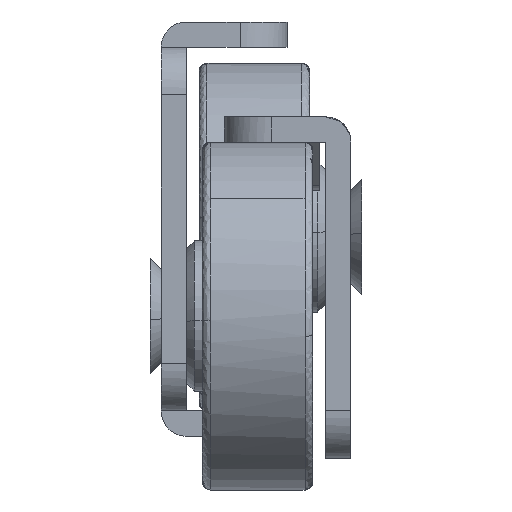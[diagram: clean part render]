
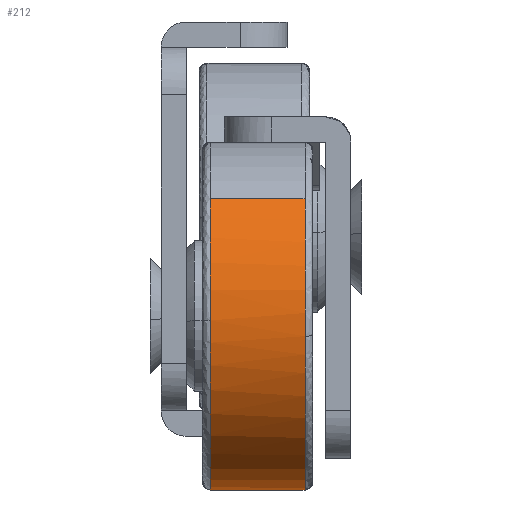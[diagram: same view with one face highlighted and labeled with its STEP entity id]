
A CAD part, left-side view. The second image highlights one B-rep face of the part: STEP entity #212.
In plain terms, the highlighted free-form (B-spline) face has degree [2, 1] with [9, 2] control points.
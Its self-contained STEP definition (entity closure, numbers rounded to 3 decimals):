
#44=CARTESIAN_POINT('',(16.326,-9.25,-2.976));
#45=CARTESIAN_POINT('',(17.469,-9.25,-3.608));
#46=CARTESIAN_POINT('',(18.431,-9.25,-4.49));
#47=CARTESIAN_POINT('',(26.542,-9.25,-11.921));
#48=CARTESIAN_POINT('',(19.11,-9.25,-20.031));
#49=CARTESIAN_POINT('',(11.679,-9.25,-28.142));
#50=CARTESIAN_POINT('',(3.569,-9.25,-20.71));
#51=CARTESIAN_POINT('',(-4.542,-9.25,-13.279));
#52=CARTESIAN_POINT('',(2.89,-9.25,-5.169));
#53=CARTESIAN_POINT('',(16.326,-2.946,-2.976));
#54=CARTESIAN_POINT('',(17.469,-2.946,-3.608));
#55=CARTESIAN_POINT('',(18.431,-2.946,-4.49));
#56=CARTESIAN_POINT('',(26.542,-2.946,-11.921));
#57=CARTESIAN_POINT('',(19.11,-2.946,-20.031));
#58=CARTESIAN_POINT('',(11.679,-2.946,-28.142));
#59=CARTESIAN_POINT('',(3.569,-2.946,-20.71));
#60=CARTESIAN_POINT('',(-4.542,-2.946,-13.279));
#61=CARTESIAN_POINT('',(2.89,-2.946,-5.169));
#69=(BOUNDED_SURFACE()B_SPLINE_SURFACE(2,1,((#44,#53),(#45,#54),(#46,#55),(#47,#56),(#48,#57),(#49,#58),(#50,#59),(#51,#60),(#52,#61)),.UNSPECIFIED.,.F.,.F.,.U.)B_SPLINE_SURFACE_WITH_KNOTS((3,2,2,2,3),(2,2),(0.0,2.916,21.141,39.367,57.592),(0.0,6.304),.UNSPECIFIED.)GEOMETRIC_REPRESENTATION_ITEM()RATIONAL_B_SPLINE_SURFACE(((0.921,0.921),(0.953,0.953),(1.0,1.0),(0.707,0.707),(1.0,1.0),(0.707,0.707),(1.0,1.0),(0.707,0.707),(1.0,1.0)))REPRESENTATION_ITEM('')SURFACE());
#70=CARTESIAN_POINT('',(16.326,-9.1,-2.976));
#71=VERTEX_POINT('',#70);
#72=CARTESIAN_POINT('',(22.0,-9.1,-12.6));
#73=VERTEX_POINT('',#72);
#74=CARTESIAN_POINT('',(16.326,-9.1,-2.976));
#75=CARTESIAN_POINT('',(22.,-9.1,-6.116));
#76=CARTESIAN_POINT('',(22.,-9.1,-12.6));
#84=(BOUNDED_CURVE()B_SPLINE_CURVE(2,(#74,#75,#76),.UNSPECIFIED.,.F.,.U.)B_SPLINE_CURVE_WITH_KNOTS((3,3),(0.082,0.25),.UNSPECIFIED.)CURVE()GEOMETRIC_REPRESENTATION_ITEM()RATIONAL_B_SPLINE_CURVE((0.87,0.804,1.))REPRESENTATION_ITEM(''));
#85=EDGE_CURVE('',#71,#73,#84,.T.);
#86=ORIENTED_EDGE('',*,*,#85,.T.);
#87=CARTESIAN_POINT('',(11.0,-9.1,-23.6));
#88=VERTEX_POINT('',#87);
#89=CARTESIAN_POINT('',(22.,-9.1,-12.6));
#90=CARTESIAN_POINT('',(22.,-9.1,-23.6));
#91=CARTESIAN_POINT('',(11.0,-9.1,-23.6));
#99=(BOUNDED_CURVE()B_SPLINE_CURVE(2,(#89,#90,#91),.UNSPECIFIED.,.F.,.U.)B_SPLINE_CURVE_WITH_KNOTS((3,3),(0.25,0.5),.UNSPECIFIED.)CURVE()GEOMETRIC_REPRESENTATION_ITEM()RATIONAL_B_SPLINE_CURVE((1.,0.707,1.0))REPRESENTATION_ITEM(''));
#100=EDGE_CURVE('',#73,#88,#99,.T.);
#101=ORIENTED_EDGE('',*,*,#100,.T.);
#102=CARTESIAN_POINT('',(0.074,-9.1,-13.87));
#103=VERTEX_POINT('',#102);
#104=CARTESIAN_POINT('',(11.0,-9.1,-23.6));
#105=CARTESIAN_POINT('',(1.205,-9.1,-23.6));
#106=CARTESIAN_POINT('',(0.074,-9.1,-13.87));
#114=(BOUNDED_CURVE()B_SPLINE_CURVE(2,(#104,#105,#106),.UNSPECIFIED.,.F.,.U.)B_SPLINE_CURVE_WITH_KNOTS((3,3),(0.5,0.73),.UNSPECIFIED.)CURVE()GEOMETRIC_REPRESENTATION_ITEM()RATIONAL_B_SPLINE_CURVE((1.0,0.731,0.957))REPRESENTATION_ITEM(''));
#115=EDGE_CURVE('',#88,#103,#114,.T.);
#116=ORIENTED_EDGE('',*,*,#115,.T.);
#117=CARTESIAN_POINT('',(2.89,-9.1,-5.169));
#118=VERTEX_POINT('',#117);
#119=CARTESIAN_POINT('',(0.074,-9.1,-13.87));
#120=CARTESIAN_POINT('',(0.0,-9.1,-13.237));
#121=CARTESIAN_POINT('',(0.0,-9.1,-12.6));
#122=CARTESIAN_POINT('',(0.0,-9.1,-8.322));
#123=CARTESIAN_POINT('',(2.89,-9.1,-5.169));
#131=(BOUNDED_CURVE()B_SPLINE_CURVE(2,(#119,#120,#121,#122,#123),.UNSPECIFIED.,.F.,.U.)B_SPLINE_CURVE_WITH_KNOTS((3,2,3),(0.73,0.75,0.868),.UNSPECIFIED.)CURVE()GEOMETRIC_REPRESENTATION_ITEM()RATIONAL_B_SPLINE_CURVE((0.957,0.977,1.0,0.861,0.854))REPRESENTATION_ITEM(''));
#132=EDGE_CURVE('',#103,#118,#131,.T.);
#133=ORIENTED_EDGE('',*,*,#132,.T.);
#134=CARTESIAN_POINT('',(2.89,-3.1,-5.169));
#135=VERTEX_POINT('',#134);
#136=CARTESIAN_POINT('',(2.89,-9.1,-5.169));
#137=CARTESIAN_POINT('',(2.89,-3.1,-5.169));
#138=QUASI_UNIFORM_CURVE('',1,(#136,#137),.UNSPECIFIED.,.F.,.U.);
#139=EDGE_CURVE('',#118,#135,#138,.T.);
#140=ORIENTED_EDGE('',*,*,#139,.T.);
#141=CARTESIAN_POINT('',(0.003,-3.1,-12.876));
#142=VERTEX_POINT('',#141);
#143=CARTESIAN_POINT('',(0.003,-3.1,-12.876));
#144=CARTESIAN_POINT('',(0.0,-3.1,-12.738));
#145=CARTESIAN_POINT('',(0.0,-3.1,-12.6));
#146=CARTESIAN_POINT('',(0.0,-3.1,-8.322));
#147=CARTESIAN_POINT('',(2.89,-3.1,-5.169));
#155=(BOUNDED_CURVE()B_SPLINE_CURVE(2,(#143,#144,#145,#146,#147),.UNSPECIFIED.,.F.,.U.)B_SPLINE_CURVE_WITH_KNOTS((3,2,3),(0.746,0.75,0.868),.UNSPECIFIED.)CURVE()GEOMETRIC_REPRESENTATION_ITEM()RATIONAL_B_SPLINE_CURVE((0.99,0.995,1.0,0.861,0.854))REPRESENTATION_ITEM(''));
#156=EDGE_CURVE('',#142,#135,#155,.T.);
#157=ORIENTED_EDGE('',*,*,#156,.F.);
#158=CARTESIAN_POINT('',(11.0,-3.1,-23.6));
#159=VERTEX_POINT('',#158);
#160=CARTESIAN_POINT('',(11.0,-3.1,-23.6));
#161=CARTESIAN_POINT('',(0.273,-3.1,-23.6));
#162=CARTESIAN_POINT('',(0.003,-3.1,-12.876));
#170=(BOUNDED_CURVE()B_SPLINE_CURVE(2,(#160,#161,#162),.UNSPECIFIED.,.F.,.U.)B_SPLINE_CURVE_WITH_KNOTS((3,3),(0.5,0.746),.UNSPECIFIED.)CURVE()GEOMETRIC_REPRESENTATION_ITEM()RATIONAL_B_SPLINE_CURVE((1.0,0.712,0.99))REPRESENTATION_ITEM(''));
#171=EDGE_CURVE('',#159,#142,#170,.T.);
#172=ORIENTED_EDGE('',*,*,#171,.F.);
#173=CARTESIAN_POINT('',(21.997,-3.1,-12.324));
#174=VERTEX_POINT('',#173);
#175=CARTESIAN_POINT('',(21.997,-3.1,-12.324));
#176=CARTESIAN_POINT('',(22.,-3.1,-12.462));
#177=CARTESIAN_POINT('',(22.0,-3.1,-12.6));
#178=CARTESIAN_POINT('',(22.,-3.1,-23.6));
#179=CARTESIAN_POINT('',(11.0,-3.1,-23.6));
#187=(BOUNDED_CURVE()B_SPLINE_CURVE(2,(#175,#176,#177,#178,#179),.UNSPECIFIED.,.F.,.U.)B_SPLINE_CURVE_WITH_KNOTS((3,2,3),(0.246,0.25,0.5),.UNSPECIFIED.)CURVE()GEOMETRIC_REPRESENTATION_ITEM()RATIONAL_B_SPLINE_CURVE((0.99,0.995,1.0,0.707,1.0))REPRESENTATION_ITEM(''));
#188=EDGE_CURVE('',#174,#159,#187,.T.);
#189=ORIENTED_EDGE('',*,*,#188,.F.);
#190=CARTESIAN_POINT('',(16.326,-3.1,-2.976));
#191=VERTEX_POINT('',#190);
#192=CARTESIAN_POINT('',(16.326,-3.1,-2.976));
#193=CARTESIAN_POINT('',(21.838,-3.1,-6.026));
#194=CARTESIAN_POINT('',(21.997,-3.1,-12.324));
#202=(BOUNDED_CURVE()B_SPLINE_CURVE(2,(#192,#193,#194),.UNSPECIFIED.,.F.,.U.)B_SPLINE_CURVE_WITH_KNOTS((3,3),(0.082,0.246),.UNSPECIFIED.)CURVE()GEOMETRIC_REPRESENTATION_ITEM()RATIONAL_B_SPLINE_CURVE((0.87,0.806,0.99))REPRESENTATION_ITEM(''));
#203=EDGE_CURVE('',#191,#174,#202,.T.);
#204=ORIENTED_EDGE('',*,*,#203,.F.);
#205=CARTESIAN_POINT('',(16.326,-9.1,-2.976));
#206=CARTESIAN_POINT('',(16.326,-3.1,-2.976));
#207=QUASI_UNIFORM_CURVE('',1,(#205,#206),.UNSPECIFIED.,.F.,.U.);
#208=EDGE_CURVE('',#71,#191,#207,.T.);
#209=ORIENTED_EDGE('',*,*,#208,.F.);
#210=EDGE_LOOP('',(#86,#101,#116,#133,#140,#157,#172,#189,#204,#209));
#211=FACE_OUTER_BOUND('',#210,.T.);
#212=ADVANCED_FACE('',(#211),#69,.T.);
